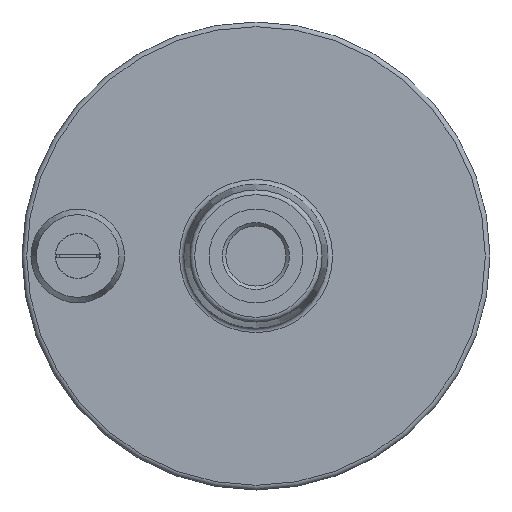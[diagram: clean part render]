
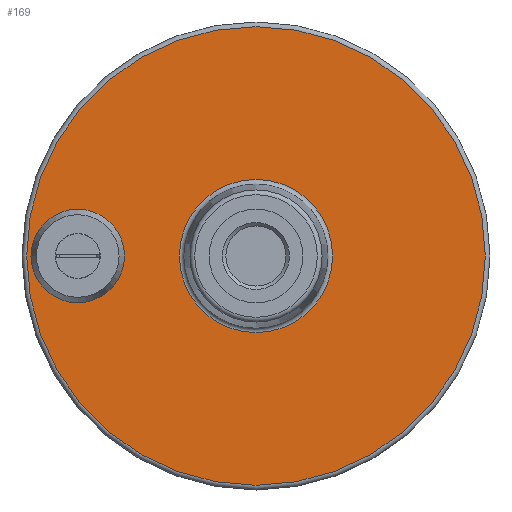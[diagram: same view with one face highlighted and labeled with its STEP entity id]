
A CAD part, front view. The second image highlights one B-rep face of the part: STEP entity #169.
In plain terms, the highlighted planar face has unit normal (0, -1, 0).
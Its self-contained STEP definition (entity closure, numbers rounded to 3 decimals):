
#169 = ADVANCED_FACE( '', ( #364, #365, #366 ), #367, .F. );
#364 = FACE_OUTER_BOUND( '', #568, .T. );
#365 = FACE_BOUND( '', #569, .T. );
#366 = FACE_BOUND( '', #570, .T. );
#367 = PLANE( '', #571 );
#568 = EDGE_LOOP( '', ( #947 ) );
#569 = EDGE_LOOP( '', ( #948 ) );
#570 = EDGE_LOOP( '', ( #949 ) );
#571 = AXIS2_PLACEMENT_3D( '', #950, #951, #952 );
#947 = ORIENTED_EDGE( '', *, *, #1148, .F. );
#948 = ORIENTED_EDGE( '', *, *, #1149, .F. );
#949 = ORIENTED_EDGE( '', *, *, #1094, .T. );
#950 = CARTESIAN_POINT( '', ( 27.091, -3., 0. ) );
#951 = DIRECTION( '', ( 0., 1., 0. ) );
#952 = DIRECTION( '', ( 0., 0., 1. ) );
#1094 = EDGE_CURVE( '', #1295, #1295, #1296, .T. );
#1148 = EDGE_CURVE( '', #1362, #1362, #1363, .T. );
#1149 = EDGE_CURVE( '', #1364, #1364, #1365, .F. );
#1295 = VERTEX_POINT( '', #1665 );
#1296 = CIRCLE( '', #1666, 20.409 );
#1362 = VERTEX_POINT( '', #1811 );
#1363 = CIRCLE( '', #1812, 61.104 );
#1364 = VERTEX_POINT( '', #1813 );
#1365 = CIRCLE( '', #1814, 12.456 );
#1665 = CARTESIAN_POINT( '', ( 47.5, -3., 20.409 ) );
#1666 = AXIS2_PLACEMENT_3D( '', #1943, #1944, #1945 );
#1811 = CARTESIAN_POINT( '', ( 47.5, -3., 61.104 ) );
#1812 = AXIS2_PLACEMENT_3D( '', #1989, #1990, #1991 );
#1813 = CARTESIAN_POINT( '', ( 0., -3., 12.456 ) );
#1814 = AXIS2_PLACEMENT_3D( '', #1992, #1993, #1994 );
#1943 = CARTESIAN_POINT( '', ( 47.5, -3., 0. ) );
#1944 = DIRECTION( '', ( 0., 1., 0. ) );
#1945 = DIRECTION( '', ( 0., 0., 1. ) );
#1989 = CARTESIAN_POINT( '', ( 47.5, -3., 0. ) );
#1990 = DIRECTION( '', ( 0., 1., 0. ) );
#1991 = DIRECTION( '', ( 0., 0., 1. ) );
#1992 = CARTESIAN_POINT( '', ( 0., -3., 0. ) );
#1993 = DIRECTION( '', ( 0., 1., 0. ) );
#1994 = DIRECTION( '', ( 0., 0., 1. ) );
